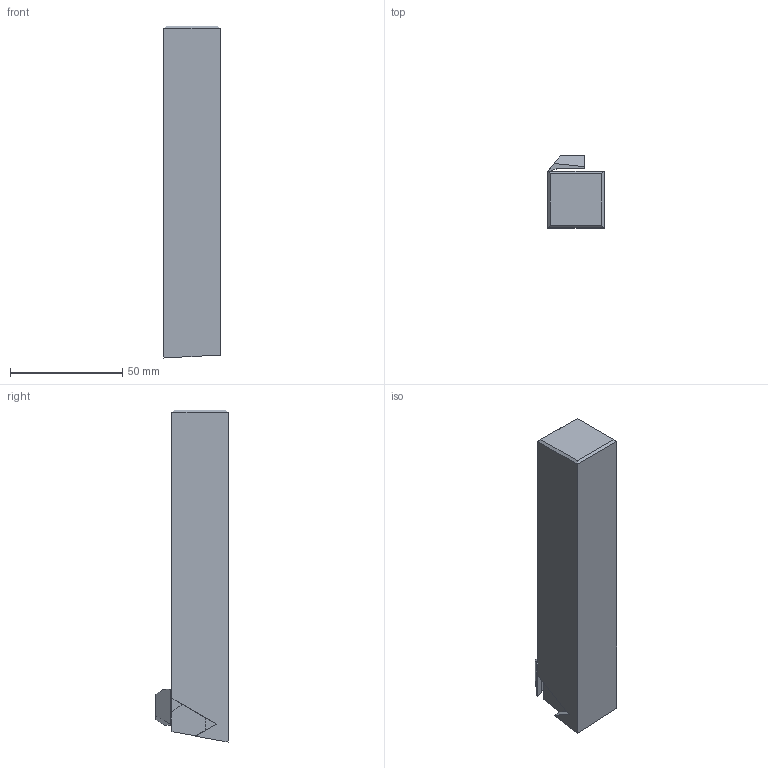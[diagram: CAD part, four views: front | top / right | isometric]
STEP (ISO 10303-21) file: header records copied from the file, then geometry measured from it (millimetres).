
FILE_DESCRIPTION (( 'STEP AP214' ), '1' );
FILE_NAME ('73500325.step', '2013-11-08T11:57:04', ( '' ), ( '' ), 'SwSTEP 2.0', 'SolidWorks 2013', '' );
FILE_SCHEMA (( 'AUTOMOTIVE_DESIGN' ));
Length unit declared in the file: millimetre
Products named in the file (1): 73500325
Bounding box: 25 x 32.15 x 148 mm (x, y, z)
Volume: 91056 mm3; surface area: 16493.7 mm2
Topology: 2 solids, 2 shells, 32 faces, 80 edges, 52 vertices
Faces by surface type: plane 27, cylinder 5
Entity records: 987 total; most frequent: CARTESIAN_POINT 165, ORIENTED_EDGE 160, DIRECTION 156, EDGE_CURVE 80, LINE 70, VECTOR 70, VERTEX_POINT 52, AXIS2_PLACEMENT_3D 43
